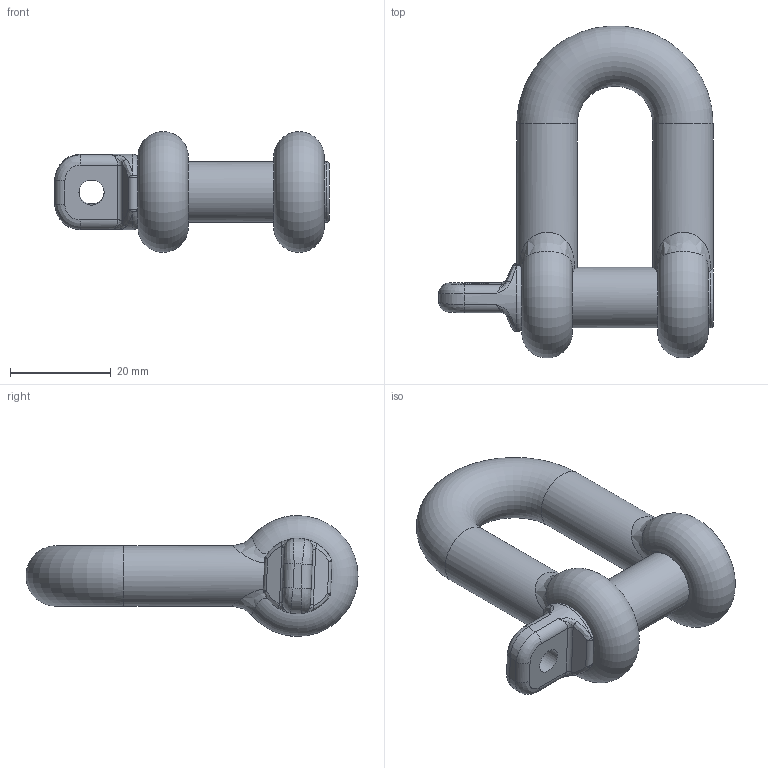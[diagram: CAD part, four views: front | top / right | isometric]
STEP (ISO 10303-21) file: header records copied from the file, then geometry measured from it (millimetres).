
FILE_DESCRIPTION(/* description */ (''),/* implementation_level */ '2;1');
FILE_NAME(/* name */ 'SCHW_7_8..stp',/* time_stamp */ '2012-01-10T12:36:41+01:00',/* author */ (''),/* organization */ (''),/* preprocessor_version */ 'ST-DEVELOPER v11',/* originating_system */ 'SIEMENS PLM Software NX 7.5',/* authorisation */ '');
FILE_SCHEMA (('AUTOMOTIVE_DESIGN { 1 0 10303 214 1 1 1 1 }'));
Length unit declared in the file: millimetre
Products named in the file (1): kse1184kn9q
Bounding box: 54.5 x 65.96 x 24 mm (x, y, z)
Volume: 21269.3 mm3; surface area: 8516.4 mm2
Topology: 2 solids, 2 shells, 60 faces, 146 edges, 78 vertices
Faces by surface type: bspline 22, cylinder 18, plane 10, torus 6, sphere 4
Full cylindrical faces by diameter (mm): 5 x1, 12 x5
Entity records: 2483 total; most frequent: CARTESIAN_POINT 1255, ORIENTED_EDGE 252, DIRECTION 242, EDGE_CURVE 126, AXIS2_PLACEMENT_3D 109, VERTEX_POINT 74, EDGE_LOOP 70, ADVANCED_FACE 60
